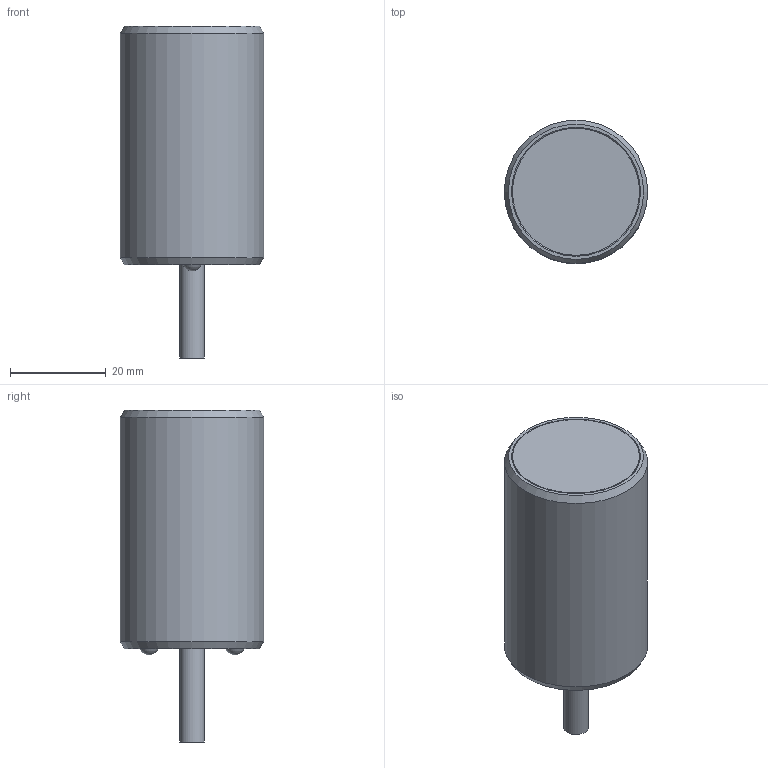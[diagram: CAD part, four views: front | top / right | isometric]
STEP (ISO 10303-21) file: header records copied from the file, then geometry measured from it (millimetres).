
FILE_DESCRIPTION(/* description */ (''),/* implementation_level */ '2;1');
FILE_NAME(/* name */ 'ICB30L50F22xx.stp',/* time_stamp */ '2015-05-07T15:17:08+02:00',/* author */ ('ddecol'),/* organization */ (''),/* preprocessor_version */ 'ST-DEVELOPER v15.6',/* originating_system */ 'Autodesk Inventor 2015',/* authorisation */ '');
FILE_SCHEMA (('AUTOMOTIVE_DESIGN { 1 0 10303 214 3 1 1 }'));
Length unit declared in the file: millimetre
Products named in the file (1): ICB30L50F22xx
Bounding box: 30 x 30 x 69.5 mm (x, y, z)
Surface area: 6443.2 mm2 (no closed solid volume)
Topology: 0 solids, 6 shells, 15 faces, 26 edges, 18 vertices
Faces by surface type: plane 7, cone 4, cylinder 2, sphere 2
Full cylindrical faces by diameter (mm): 5.2 x1, 30 x1
Entity records: 362 total; most frequent: DIRECTION 60, CARTESIAN_POINT 44, AXIS2_PLACEMENT_3D 30, EDGE_LOOP 23, ORIENTED_EDGE 23, FACE_OUTER_BOUND 15, STYLED_ITEM 15, ADVANCED_FACE 15
